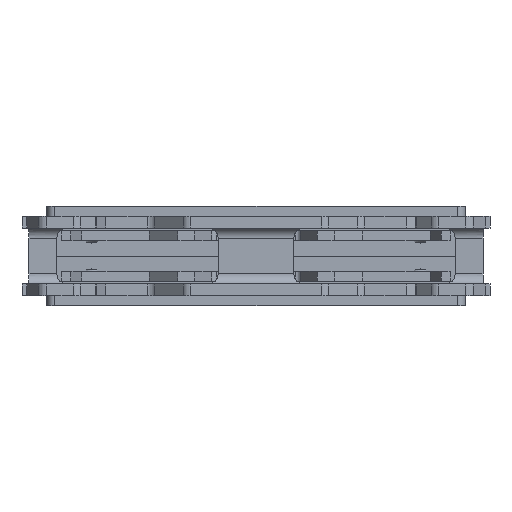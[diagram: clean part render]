
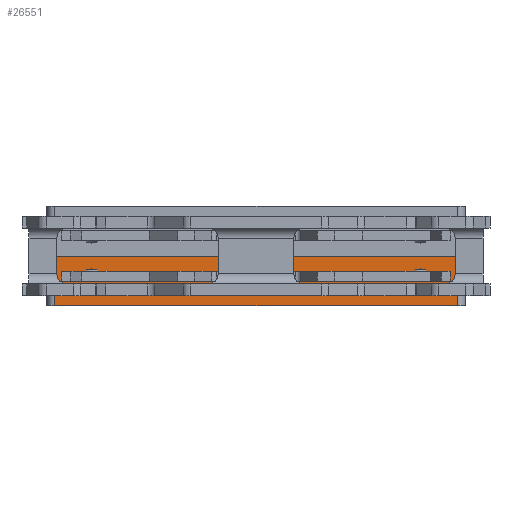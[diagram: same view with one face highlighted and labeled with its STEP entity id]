
A CAD part, front view. The second image highlights one B-rep face of the part: STEP entity #26551.
In plain terms, the highlighted planar face has unit normal (0, -1, 0).
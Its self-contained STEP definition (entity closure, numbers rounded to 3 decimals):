
#24512=DIRECTION('',(0.,0.,-1.));
#24513=VECTOR('',#24512,5.);
#24514=CARTESIAN_POINT('',(-99.428,114.911,0.));
#24515=LINE('',#24514,#24513);
#24526=DIRECTION('',(1.,0.,0.));
#24527=VECTOR('',#24526,40.4);
#24528=CARTESIAN_POINT('',(-99.428,114.911,0.));
#24529=LINE('',#24528,#24527);
#24540=DIRECTION('',(0.,0.,1.));
#24541=VECTOR('',#24540,5.);
#24542=CARTESIAN_POINT('',(-59.028,114.911,-5.));
#24543=LINE('',#24542,#24541);
#24909=DIRECTION('',(1.,0.,0.));
#24910=VECTOR('',#24909,40.4);
#24911=CARTESIAN_POINT('',(-99.428,114.911,-5.));
#24912=LINE('',#24911,#24910);
#25338=CARTESIAN_POINT('',(-59.028,114.911,0.));
#25339=VERTEX_POINT('',#25338);
#25340=CARTESIAN_POINT('',(-99.428,114.911,0.));
#25341=VERTEX_POINT('',#25340);
#25378=CARTESIAN_POINT('',(-99.428,114.911,-5.));
#25379=VERTEX_POINT('',#25378);
#25380=CARTESIAN_POINT('',(-59.028,114.911,-5.));
#25381=VERTEX_POINT('',#25380);
#26538=CARTESIAN_POINT('',(-99.228,114.911,0.));
#26539=DIRECTION('',(0.,-1.,0.));
#26540=DIRECTION('',(-1.,0.,0.));
#26541=AXIS2_PLACEMENT_3D('',#26538,#26539,#26540);
#26542=PLANE('',#26541);
#26543=ORIENTED_EDGE('',*,*,#25591,.T.);
#26545=ORIENTED_EDGE('',*,*,#26544,.F.);
#26547=ORIENTED_EDGE('',*,*,#26546,.F.);
#26548=ORIENTED_EDGE('',*,*,#26523,.F.);
#26549=EDGE_LOOP('',(#26543,#26545,#26547,#26548));
#26550=FACE_OUTER_BOUND('',#26549,.F.);
#25591=EDGE_CURVE('',#25341,#25339,#24529,.T.);
#26523=EDGE_CURVE('',#25341,#25379,#24515,.T.);
#26544=EDGE_CURVE('',#25381,#25339,#24543,.T.);
#26546=EDGE_CURVE('',#25379,#25381,#24912,.T.);
#26551=ADVANCED_FACE('',(#26550),#26542,.T.);
